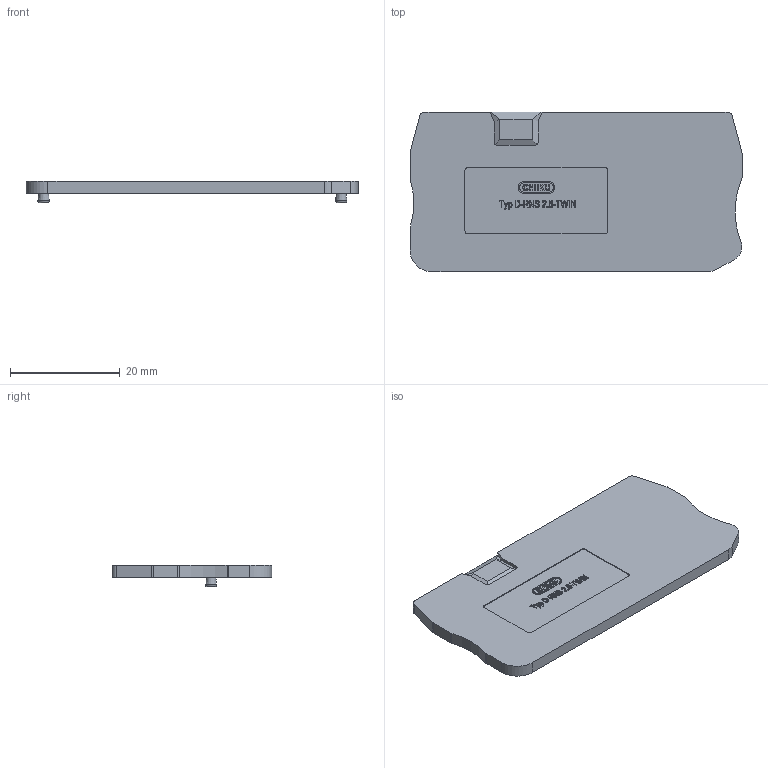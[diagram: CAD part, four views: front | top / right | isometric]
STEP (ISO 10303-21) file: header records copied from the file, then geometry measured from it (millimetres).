
FILE_DESCRIPTION( ('This file contains a STEP AP42 implementation' ,'as created by ZW3D STEP Interface translator.') ,'2;1' );
FILE_NAME( 'D-RNS2.5-TWIN.stp' ,'24 725. 9 412', (''), ('ZWCAD Software Co.'), 'Version 1.0', 'ZW3D to STEP translator', '' );
FILE_SCHEMA(('AUTOMOTIVE_DESIGN { 1 0 10303 214 1 1 1 1 }'));
Length unit declared in the file: millimetre
Products named in the file (2): 0; RNS2.5-TWIN_錨璃48
Bounding box: 60.4 x 29.04 x 3.9 mm (x, y, z)
Volume: 3688.2 mm3; surface area: 3893.8 mm2
Topology: 1 solids, 1 shells, 885 faces, 2528 edges, 1676 vertices
Faces by surface type: plane 812, bspline 42, cylinder 27, torus 2, cone 2
Full cylindrical faces by diameter (mm): 1 x2
Entity records: 30015 total; most frequent: CARTESIAN_POINT 6204, ORIENTED_EDGE 5056, DIRECTION 4207, EDGE_CURVE 2528, VECTOR 2399, LINE 2399, VERTEX_POINT 1676, EDGE_LOOP 916
